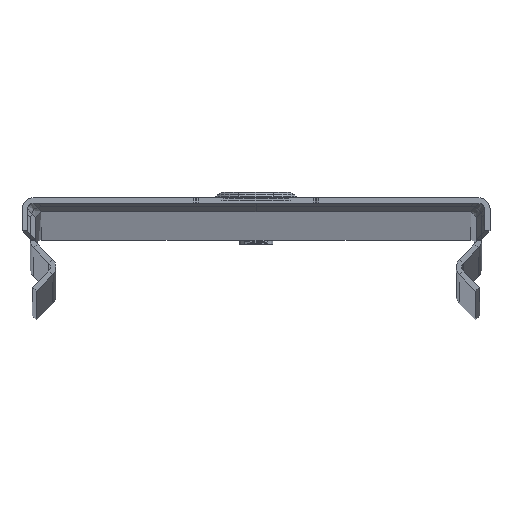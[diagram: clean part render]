
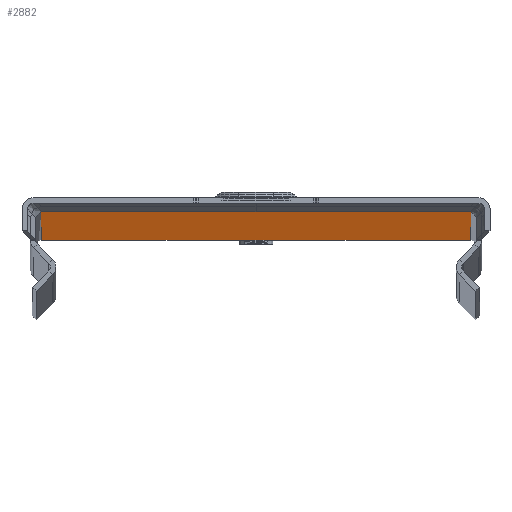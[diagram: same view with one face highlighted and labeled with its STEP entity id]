
A CAD part, top view. The second image highlights one B-rep face of the part: STEP entity #2882.
In plain terms, the highlighted planar face has unit normal (0, -1, 0).
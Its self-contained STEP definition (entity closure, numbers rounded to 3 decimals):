
#152 = EDGE_CURVE ( 'NONE', #3890, #3735, #6969, .T. ) ;
#244 = EDGE_CURVE ( 'NONE', #3392, #4976, #6834, .T. ) ;
#366 = VERTEX_POINT ( 'NONE', #4995 ) ;
#462 = EDGE_LOOP ( 'NONE', ( #2526, #2506 ) ) ;
#502 = CIRCLE ( 'NONE', #3866, 0.5 ) ;
#516 = AXIS2_PLACEMENT_3D ( 'NONE', #6483, #6399, #6114 ) ;
#764 = VERTEX_POINT ( 'NONE', #1959 ) ;
#824 = VECTOR ( 'NONE', #912, 1000. ) ;
#837 = EDGE_CURVE ( 'NONE', #4976, #764, #5620, .T. ) ;
#844 = LINE ( 'NONE', #995, #824 ) ;
#912 = DIRECTION ( 'NONE',  ( 1., 0., 0. ) ) ;
#974 = EDGE_CURVE ( 'NONE', #764, #6802, #5471, .T. ) ;
#995 = CARTESIAN_POINT ( 'NONE',  ( 40., 0., -2968.5 ) ) ;
#1021 = CARTESIAN_POINT ( 'NONE',  ( 39., 0., 0. ) ) ;
#1037 = EDGE_CURVE ( 'NONE', #6802, #6140, #5345, .T. ) ;
#1221 = EDGE_CURVE ( 'NONE', #5510, #6140, #4617, .T. ) ;
#1307 = EDGE_CURVE ( 'NONE', #4787, #5732, #4334, .T. ) ;
#1468 = EDGE_LOOP ( 'NONE', ( #2502, #2496, #2477, #2473, #2466, #2461, #2441, #2434, #2425, #2417, #2411, #2403, #2400 ) ) ;
#1519 = EDGE_CURVE ( 'NONE', #5732, #7767, #3811, .T. ) ;
#1771 = EDGE_CURVE ( 'NONE', #7767, #366, #3027, .T. ) ;
#1844 = CIRCLE ( 'NONE', #7202, 0.5 ) ;
#1959 = CARTESIAN_POINT ( 'NONE',  ( 11.414, 0., -2969. ) ) ;
#2130 = DIRECTION ( 'NONE',  ( 1., 0., 0. ) ) ;
#2183 = EDGE_CURVE ( 'NONE', #366, #3988, #1844, .T. ) ;
#2294 = CIRCLE ( 'NONE', #516, 7.3 ) ;
#2299 = AXIS2_PLACEMENT_3D ( 'NONE', #5488, #5033, #5005 ) ;
#2315 = DIRECTION ( 'NONE',  ( 0., -1., 0. ) ) ;
#2400 = ORIENTED_EDGE ( 'NONE', *, *, #2575, .T. ) ;
#2403 = ORIENTED_EDGE ( 'NONE', *, *, #2463, .T. ) ;
#2411 = ORIENTED_EDGE ( 'NONE', *, *, #2183, .T. ) ;
#2417 = ORIENTED_EDGE ( 'NONE', *, *, #1771, .T. ) ;
#2425 = ORIENTED_EDGE ( 'NONE', *, *, #1519, .T. ) ;
#2434 = ORIENTED_EDGE ( 'NONE', *, *, #1307, .T. ) ;
#2441 = ORIENTED_EDGE ( 'NONE', *, *, #4817, .F. ) ;
#2453 = CARTESIAN_POINT ( 'NONE',  ( -39., 0., 0. ) ) ;
#2461 = ORIENTED_EDGE ( 'NONE', *, *, #8037, .F. ) ;
#2463 = EDGE_CURVE ( 'NONE', #3988, #7618, #844, .T. ) ;
#2466 = ORIENTED_EDGE ( 'NONE', *, *, #1221, .F. ) ;
#2473 = ORIENTED_EDGE ( 'NONE', *, *, #1037, .T. ) ;
#2477 = ORIENTED_EDGE ( 'NONE', *, *, #974, .T. ) ;
#2496 = ORIENTED_EDGE ( 'NONE', *, *, #837, .T. ) ;
#2502 = ORIENTED_EDGE ( 'NONE', *, *, #244, .T. ) ;
#2506 = ORIENTED_EDGE ( 'NONE', *, *, #152, .T. ) ;
#2526 = ORIENTED_EDGE ( 'NONE', *, *, #3222, .T. ) ;
#2575 = EDGE_CURVE ( 'NONE', #7618, #3392, #502, .T. ) ;
#2753 = CARTESIAN_POINT ( 'NONE',  ( 11.061, 0., -2968.854 ) ) ;
#2882 = ADVANCED_FACE ( 'NONE', ( #5674, #4990 ), #5061, .T. ) ;
#3027 = LINE ( 'NONE', #7186, #3091 ) ;
#3041 = CARTESIAN_POINT ( 'NONE',  ( 11.414, 0., -2968.5 ) ) ;
#3048 = DIRECTION ( 'NONE',  ( 1., 0., 0. ) ) ;
#3069 = CARTESIAN_POINT ( 'NONE',  ( 40., 0., 0. ) ) ;
#3091 = VECTOR ( 'NONE', #7162, 1000. ) ;
#3122 = DIRECTION ( 'NONE',  ( 0., -1., 0. ) ) ;
#3204 = DIRECTION ( 'NONE',  ( 0., 0., -1. ) ) ;
#3222 = EDGE_CURVE ( 'NONE', #3735, #3890, #2294, .T. ) ;
#3244 = CARTESIAN_POINT ( 'NONE',  ( 0., 0., -2955. ) ) ;
#3269 = DIRECTION ( 'NONE',  ( 0., 1., 0. ) ) ;
#3302 = DIRECTION ( 'NONE',  ( -1., 0., 0. ) ) ;
#3392 = VERTEX_POINT ( 'NONE', #6873 ) ;
#3510 = CARTESIAN_POINT ( 'NONE',  ( 40., 0., -2969. ) ) ;
#3620 = CARTESIAN_POINT ( 'NONE',  ( -7.3, 0., -2955. ) ) ;
#3711 = CARTESIAN_POINT ( 'NONE',  ( -11.061, 0., -2968.854 ) ) ;
#3735 = VERTEX_POINT ( 'NONE', #3620 ) ;
#3811 = CIRCLE ( 'NONE', #5526, 0.5 ) ;
#3866 = AXIS2_PLACEMENT_3D ( 'NONE', #4239, #4266, #4288 ) ;
#3890 = VERTEX_POINT ( 'NONE', #4812 ) ;
#3936 = CARTESIAN_POINT ( 'NONE',  ( -10.5, 0., -2968.5 ) ) ;
#3988 = VERTEX_POINT ( 'NONE', #3936 ) ;
#4000 = CARTESIAN_POINT ( 'NONE',  ( 11.207, 0., -2969. ) ) ;
#4075 = DIRECTION ( 'NONE',  ( 0.707, 0., -0.707 ) ) ;
#4080 = CARTESIAN_POINT ( 'NONE',  ( 10.5, 0., -2968.5 ) ) ;
#4239 = CARTESIAN_POINT ( 'NONE',  ( 10.5, 0., -2969. ) ) ;
#4266 = DIRECTION ( 'NONE',  ( 0., 1., 0. ) ) ;
#4288 = DIRECTION ( 'NONE',  ( 0., 0., 1. ) ) ;
#4334 = LINE ( 'NONE', #3510, #4410 ) ;
#4401 = DIRECTION ( 'NONE',  ( 1., 0., 0. ) ) ;
#4410 = VECTOR ( 'NONE', #4401, 1000. ) ;
#4506 = CARTESIAN_POINT ( 'NONE',  ( 40., 0., -2969. ) ) ;
#4617 = LINE ( 'NONE', #2453, #4625 ) ;
#4625 = VECTOR ( 'NONE', #2130, 1000. ) ;
#4787 = VERTEX_POINT ( 'NONE', #5737 ) ;
#4812 = CARTESIAN_POINT ( 'NONE',  ( 7.3, 0., -2955. ) ) ;
#4817 = EDGE_CURVE ( 'NONE', #4787, #6604, #6897, .T. ) ;
#4825 = DIRECTION ( 'NONE',  ( 1., 0., 0. ) ) ;
#4833 = AXIS2_PLACEMENT_3D ( 'NONE', #3244, #3269, #3302 ) ;
#4976 = VERTEX_POINT ( 'NONE', #2753 ) ;
#4990 = FACE_OUTER_BOUND ( 'NONE', #1468, .T. ) ;
#4995 = CARTESIAN_POINT ( 'NONE',  ( -10.854, 0., -2968.646 ) ) ;
#5005 = DIRECTION ( 'NONE',  ( 0., 0., -1. ) ) ;
#5033 = DIRECTION ( 'NONE',  ( 0., -1., 0. ) ) ;
#5061 = PLANE ( 'NONE',  #2299 ) ;
#5144 = VECTOR ( 'NONE', #7222, 1000. ) ;
#5192 = CARTESIAN_POINT ( 'NONE',  ( -11.414, 0., -2969. ) ) ;
#5296 = CARTESIAN_POINT ( 'NONE',  ( -11.414, 0., -2968.5 ) ) ;
#5345 = LINE ( 'NONE', #7245, #5144 ) ;
#5352 = VECTOR ( 'NONE', #4825, 1000. ) ;
#5471 = LINE ( 'NONE', #4506, #5352 ) ;
#5488 = CARTESIAN_POINT ( 'NONE',  ( 40., 0., -2969. ) ) ;
#5510 = VERTEX_POINT ( 'NONE', #6836 ) ;
#5526 = AXIS2_PLACEMENT_3D ( 'NONE', #5296, #2315, #7571 ) ;
#5597 = CARTESIAN_POINT ( 'NONE',  ( -39., 0., -2969. ) ) ;
#5609 = DIRECTION ( 'NONE',  ( 0., 0., 1. ) ) ;
#5620 = CIRCLE ( 'NONE', #7882, 0.5 ) ;
#5674 = FACE_BOUND ( 'NONE', #462, .T. ) ;
#5732 = VERTEX_POINT ( 'NONE', #5192 ) ;
#5737 = CARTESIAN_POINT ( 'NONE',  ( -39., 0., -2969. ) ) ;
#6082 = LINE ( 'NONE', #3069, #6331 ) ;
#6114 = DIRECTION ( 'NONE',  ( -1., 0., 0. ) ) ;
#6140 = VERTEX_POINT ( 'NONE', #1021 ) ;
#6331 = VECTOR ( 'NONE', #3048, 1000. ) ;
#6399 = DIRECTION ( 'NONE',  ( 0., 1., 0. ) ) ;
#6483 = CARTESIAN_POINT ( 'NONE',  ( 0., 0., -2955. ) ) ;
#6485 = CARTESIAN_POINT ( 'NONE',  ( 39., 0., -2969. ) ) ;
#6604 = VERTEX_POINT ( 'NONE', #7060 ) ;
#6802 = VERTEX_POINT ( 'NONE', #6485 ) ;
#6810 = VECTOR ( 'NONE', #4075, 1000. ) ;
#6834 = LINE ( 'NONE', #4000, #6810 ) ;
#6836 = CARTESIAN_POINT ( 'NONE',  ( 0., 0., 0. ) ) ;
#6873 = CARTESIAN_POINT ( 'NONE',  ( 10.854, 0., -2968.646 ) ) ;
#6897 = LINE ( 'NONE', #5597, #8003 ) ;
#6969 = CIRCLE ( 'NONE', #4833, 7.3 ) ;
#7060 = CARTESIAN_POINT ( 'NONE',  ( -39., 0., 0. ) ) ;
#7162 = DIRECTION ( 'NONE',  ( 0.707, 0., 0.707 ) ) ;
#7186 = CARTESIAN_POINT ( 'NONE',  ( -11.207, 0., -2969. ) ) ;
#7202 = AXIS2_PLACEMENT_3D ( 'NONE', #7480, #7457, #7436 ) ;
#7222 = DIRECTION ( 'NONE',  ( 0., 0., 1. ) ) ;
#7245 = CARTESIAN_POINT ( 'NONE',  ( 39., 0., -2969. ) ) ;
#7436 = DIRECTION ( 'NONE',  ( 0., 0., 1. ) ) ;
#7457 = DIRECTION ( 'NONE',  ( 0., 1., 0. ) ) ;
#7480 = CARTESIAN_POINT ( 'NONE',  ( -10.5, 0., -2969. ) ) ;
#7571 = DIRECTION ( 'NONE',  ( 0., 0., -1. ) ) ;
#7618 = VERTEX_POINT ( 'NONE', #4080 ) ;
#7767 = VERTEX_POINT ( 'NONE', #3711 ) ;
#7882 = AXIS2_PLACEMENT_3D ( 'NONE', #3041, #3122, #3204 ) ;
#8003 = VECTOR ( 'NONE', #5609, 1000. ) ;
#8037 = EDGE_CURVE ( 'NONE', #6604, #5510, #6082, .T. ) ;
